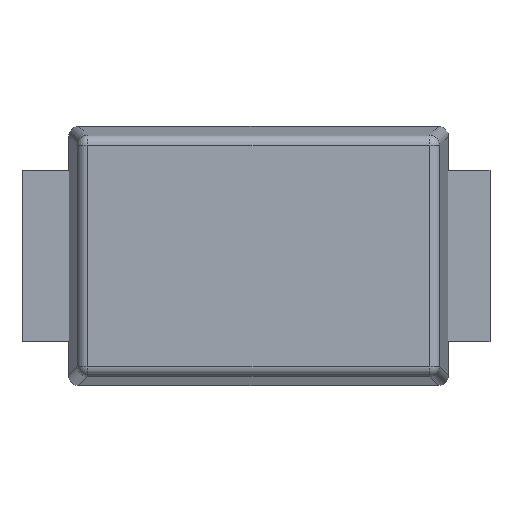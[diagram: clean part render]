
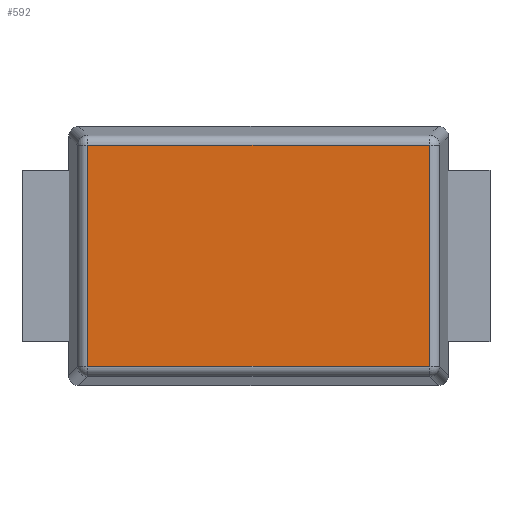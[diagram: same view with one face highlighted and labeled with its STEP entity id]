
A CAD part, top view. The second image highlights one B-rep face of the part: STEP entity #592.
In plain terms, the highlighted planar face has unit normal (0, 0, 1).
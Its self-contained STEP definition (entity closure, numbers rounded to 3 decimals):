
#106=FACE_OUTER_BOUND('',#146,.T.);
#146=EDGE_LOOP('',(#513,#514,#515,#516));
#200=LINE('',#1061,#254);
#204=LINE('',#1074,#258);
#205=LINE('',#1078,#259);
#206=LINE('',#1079,#260);
#254=VECTOR('',#876,2.197);
#258=VECTOR('',#894,3.397);
#259=VECTOR('',#899,3.397);
#260=VECTOR('',#900,2.197);
#300=VERTEX_POINT('',#1058);
#301=VERTEX_POINT('',#1060);
#303=VERTEX_POINT('',#1073);
#304=VERTEX_POINT('',#1077);
#368=EDGE_CURVE('',#300,#301,#200,.T.);
#375=EDGE_CURVE('',#301,#303,#204,.T.);
#377=EDGE_CURVE('',#304,#300,#205,.T.);
#378=EDGE_CURVE('',#303,#304,#206,.T.);
#513=ORIENTED_EDGE('',*,*,#368,.F.);
#514=ORIENTED_EDGE('',*,*,#377,.F.);
#515=ORIENTED_EDGE('',*,*,#378,.F.);
#516=ORIENTED_EDGE('',*,*,#375,.F.);
#557=PLANE('',#720);
#592=ADVANCED_FACE('',(#106),#557,.T.);
#720=AXIS2_PLACEMENT_3D('',#1076,#897,#898);
#876=DIRECTION('',(0.,-1.,0.));
#894=DIRECTION('',(-1.,0.,0.));
#897=DIRECTION('center_axis',(0.,0.,1.));
#898=DIRECTION('ref_axis',(1.,0.,0.));
#899=DIRECTION('',(1.,0.,0.));
#900=DIRECTION('',(0.,1.,0.));
#1058=CARTESIAN_POINT('',(3.599,-0.201,0.92));
#1060=CARTESIAN_POINT('',(3.599,-2.399,0.92));
#1061=CARTESIAN_POINT('',(3.599,-0.201,0.92));
#1073=CARTESIAN_POINT('',(0.201,-2.399,0.92));
#1074=CARTESIAN_POINT('',(3.599,-2.399,0.92));
#1076=CARTESIAN_POINT('Origin',(1.9,-1.3,0.92));
#1077=CARTESIAN_POINT('',(0.201,-0.201,0.92));
#1078=CARTESIAN_POINT('',(0.201,-0.201,0.92));
#1079=CARTESIAN_POINT('',(0.201,-2.399,0.92));
